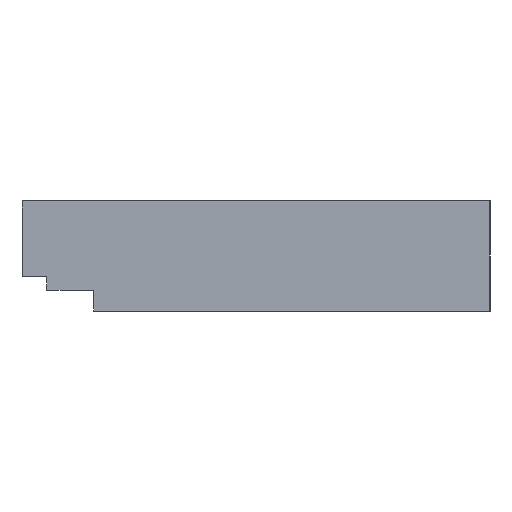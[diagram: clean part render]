
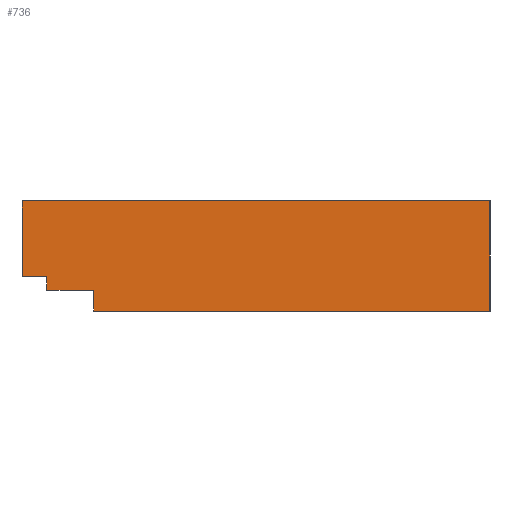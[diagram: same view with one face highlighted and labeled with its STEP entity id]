
A CAD part, left-side view. The second image highlights one B-rep face of the part: STEP entity #736.
In plain terms, the highlighted planar face has unit normal (-1, 0, 0).
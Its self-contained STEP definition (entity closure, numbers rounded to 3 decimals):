
#13 = CARTESIAN_POINT ( 'NONE',  ( 0., 34., 8. ) ) ;
#82 = ORIENTED_EDGE ( 'NONE', *, *, #1168, .T. ) ;
#85 = FACE_OUTER_BOUND ( 'NONE', #735, .T. ) ;
#110 = DIRECTION ( 'NONE',  ( 1., 0., 0. ) ) ;
#118 = LINE ( 'NONE', #1256, #376 ) ;
#158 = CARTESIAN_POINT ( 'NONE',  ( 0., 0., 8. ) ) ;
#174 = VERTEX_POINT ( 'NONE', #677 ) ;
#186 = DIRECTION ( 'NONE',  ( 0., -1., 0. ) ) ;
#189 = CARTESIAN_POINT ( 'NONE',  ( 0., 32.2, 2.5 ) ) ;
#193 = ORIENTED_EDGE ( 'NONE', *, *, #860, .T. ) ;
#231 = CARTESIAN_POINT ( 'NONE',  ( 0., 34., 2.5 ) ) ;
#250 = ORIENTED_EDGE ( 'NONE', *, *, #1344, .T. ) ;
#254 = DIRECTION ( 'NONE',  ( 0., 0., -1. ) ) ;
#283 = EDGE_CURVE ( 'NONE', #1025, #952, #1221, .T. ) ;
#285 = AXIS2_PLACEMENT_3D ( 'NONE', #1277, #110, #751 ) ;
#297 = EDGE_CURVE ( 'NONE', #1020, #425, #829, .T. ) ;
#298 = DIRECTION ( 'NONE',  ( 0., 0., -1. ) ) ;
#376 = VECTOR ( 'NONE', #186, 1000. ) ;
#381 = ORIENTED_EDGE ( 'NONE', *, *, #1126, .F. ) ;
#382 = DIRECTION ( 'NONE',  ( 0., 0., -1. ) ) ;
#425 = VERTEX_POINT ( 'NONE', #231 ) ;
#438 = LINE ( 'NONE', #158, #843 ) ;
#482 = ORIENTED_EDGE ( 'NONE', *, *, #297, .T. ) ;
#509 = CARTESIAN_POINT ( 'NONE',  ( 0., 28.8, 1.5 ) ) ;
#525 = LINE ( 'NONE', #808, #584 ) ;
#580 = PLANE ( 'NONE',  #285 ) ;
#584 = VECTOR ( 'NONE', #382, 1000. ) ;
#600 = LINE ( 'NONE', #1140, #1314 ) ;
#609 = ORIENTED_EDGE ( 'NONE', *, *, #1207, .T. ) ;
#625 = VERTEX_POINT ( 'NONE', #1026 ) ;
#677 = CARTESIAN_POINT ( 'NONE',  ( 0., 32.2, 2.5 ) ) ;
#726 = VERTEX_POINT ( 'NONE', #748 ) ;
#735 = EDGE_LOOP ( 'NONE', ( #193, #250, #1029, #1214, #381, #482, #82, #609 ) ) ;
#736 = ADVANCED_FACE ( 'NONE', ( #85 ), #580, .F. ) ;
#738 = CARTESIAN_POINT ( 'NONE',  ( 0., 32.2, 1.5 ) ) ;
#748 = CARTESIAN_POINT ( 'NONE',  ( 0., 0., 8. ) ) ;
#751 = DIRECTION ( 'NONE',  ( 0., 0., -1. ) ) ;
#802 = VECTOR ( 'NONE', #1287, 1000. ) ;
#808 = CARTESIAN_POINT ( 'NONE',  ( 0., 28.8, 1.5 ) ) ;
#811 = VECTOR ( 'NONE', #1341, 1000. ) ;
#829 = LINE ( 'NONE', #865, #802 ) ;
#843 = VECTOR ( 'NONE', #254, 1000. ) ;
#860 = EDGE_CURVE ( 'NONE', #625, #1181, #1198, .T. ) ;
#865 = CARTESIAN_POINT ( 'NONE',  ( 0., 34., 8. ) ) ;
#952 = VERTEX_POINT ( 'NONE', #985 ) ;
#954 = DIRECTION ( 'NONE',  ( 0., -1., 0. ) ) ;
#985 = CARTESIAN_POINT ( 'NONE',  ( 0., 0., 0. ) ) ;
#996 = CARTESIAN_POINT ( 'NONE',  ( 0., 34., 0. ) ) ;
#1004 = CARTESIAN_POINT ( 'NONE',  ( 0., 28.8, 0. ) ) ;
#1020 = VERTEX_POINT ( 'NONE', #13 ) ;
#1025 = VERTEX_POINT ( 'NONE', #1004 ) ;
#1026 = CARTESIAN_POINT ( 'NONE',  ( 0., 32.2, 1.5 ) ) ;
#1029 = ORIENTED_EDGE ( 'NONE', *, *, #283, .T. ) ;
#1083 = EDGE_CURVE ( 'NONE', #726, #952, #438, .T. ) ;
#1126 = EDGE_CURVE ( 'NONE', #1020, #726, #118, .T. ) ;
#1140 = CARTESIAN_POINT ( 'NONE',  ( 0., 32.2, 1.5 ) ) ;
#1167 = LINE ( 'NONE', #189, #811 ) ;
#1168 = EDGE_CURVE ( 'NONE', #425, #174, #1167, .T. ) ;
#1179 = VECTOR ( 'NONE', #1184, 1000. ) ;
#1181 = VERTEX_POINT ( 'NONE', #509 ) ;
#1184 = DIRECTION ( 'NONE',  ( 0., -1., 0. ) ) ;
#1198 = LINE ( 'NONE', #738, #1266 ) ;
#1207 = EDGE_CURVE ( 'NONE', #174, #625, #600, .T. ) ;
#1214 = ORIENTED_EDGE ( 'NONE', *, *, #1083, .F. ) ;
#1221 = LINE ( 'NONE', #996, #1179 ) ;
#1256 = CARTESIAN_POINT ( 'NONE',  ( 0., 34., 8. ) ) ;
#1266 = VECTOR ( 'NONE', #954, 1000. ) ;
#1277 = CARTESIAN_POINT ( 'NONE',  ( 0., 34., 8. ) ) ;
#1287 = DIRECTION ( 'NONE',  ( 0., 0., -1. ) ) ;
#1314 = VECTOR ( 'NONE', #298, 1000. ) ;
#1341 = DIRECTION ( 'NONE',  ( 0., -1., 0. ) ) ;
#1344 = EDGE_CURVE ( 'NONE', #1181, #1025, #525, .T. ) ;
